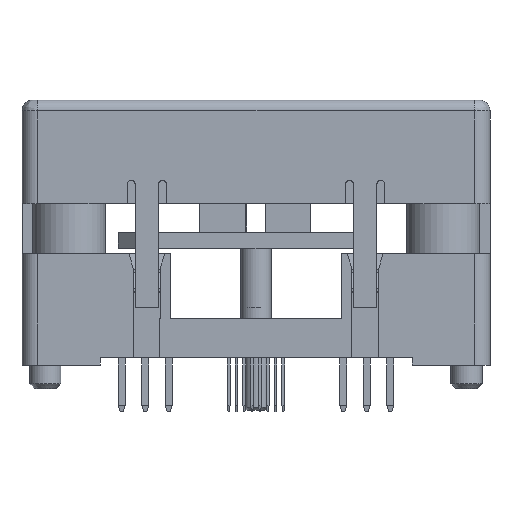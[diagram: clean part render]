
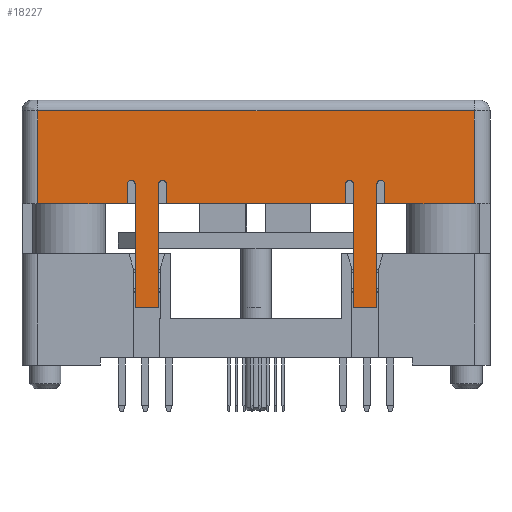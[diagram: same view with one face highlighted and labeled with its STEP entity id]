
A CAD part, front view. The second image highlights one B-rep face of the part: STEP entity #18227.
In plain terms, the highlighted planar face has unit normal (0, -1, 0).
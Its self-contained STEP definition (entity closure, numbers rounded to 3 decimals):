
#587=CIRCLE('',#19311,0.25);
#589=CIRCLE('',#19315,0.25);
#593=CIRCLE('',#19322,0.25);
#595=CIRCLE('',#19325,0.25);
#822=FACE_OUTER_BOUND('',#1876,.T.);
#1876=EDGE_LOOP('',(#12704,#12705,#12706,#12707,#12708,#12709,#12710,#12711,
#12712,#12713,#12714,#12715,#12716,#12717,#12718,#12719,#12720,#12721,#12722,
#12723));
#3290=LINE('',#26066,#5783);
#3291=LINE('',#26069,#5784);
#3293=LINE('',#26073,#5786);
#3298=LINE('',#26083,#5791);
#3300=LINE('',#26087,#5793);
#3302=LINE('',#26091,#5795);
#3329=LINE('',#26155,#5822);
#3335=LINE('',#26173,#5828);
#3339=LINE('',#26187,#5832);
#3343=LINE('',#26196,#5836);
#3355=LINE('',#26231,#5848);
#3356=LINE('',#26233,#5849);
#3357=LINE('',#26235,#5850);
#3358=LINE('',#26236,#5851);
#3359=LINE('',#26237,#5852);
#3360=LINE('',#26238,#5853);
#5783=VECTOR('',#20928,1.);
#5784=VECTOR('',#20931,1.);
#5786=VECTOR('',#20935,1.);
#5791=VECTOR('',#20942,1.);
#5793=VECTOR('',#20946,1.);
#5795=VECTOR('',#20950,1.);
#5822=VECTOR('',#21001,1.);
#5828=VECTOR('',#21017,1.);
#5832=VECTOR('',#21031,1.);
#5836=VECTOR('',#21037,1.);
#5848=VECTOR('',#21071,1.);
#5849=VECTOR('',#21072,1.);
#5850=VECTOR('',#21073,1.);
#5851=VECTOR('',#21074,1.);
#5852=VECTOR('',#21075,1.);
#5853=VECTOR('',#21076,1.);
#8235=VERTEX_POINT('',#26060);
#8237=VERTEX_POINT('',#26064);
#8238=VERTEX_POINT('',#26068);
#8239=VERTEX_POINT('',#26072);
#8242=VERTEX_POINT('',#26080);
#8243=VERTEX_POINT('',#26082);
#8244=VERTEX_POINT('',#26086);
#8245=VERTEX_POINT('',#26090);
#8269=VERTEX_POINT('',#26153);
#8270=VERTEX_POINT('',#26154);
#8276=VERTEX_POINT('',#26167);
#8277=VERTEX_POINT('',#26172);
#8281=VERTEX_POINT('',#26185);
#8282=VERTEX_POINT('',#26186);
#8285=VERTEX_POINT('',#26194);
#8286=VERTEX_POINT('',#26195);
#8297=VERTEX_POINT('',#26229);
#8298=VERTEX_POINT('',#26230);
#8299=VERTEX_POINT('',#26232);
#8300=VERTEX_POINT('',#26234);
#9954=EDGE_CURVE('',#8237,#8235,#3290,.T.);
#9955=EDGE_CURVE('',#8235,#8238,#3291,.T.);
#9957=EDGE_CURVE('',#8238,#8239,#3293,.T.);
#9962=EDGE_CURVE('',#8243,#8242,#3298,.T.);
#9964=EDGE_CURVE('',#8243,#8244,#3300,.T.);
#9966=EDGE_CURVE('',#8245,#8244,#3302,.T.);
#9995=EDGE_CURVE('',#8269,#8270,#3329,.T.);
#10002=EDGE_CURVE('',#8276,#8237,#587,.T.);
#10004=EDGE_CURVE('',#8277,#8276,#3335,.T.);
#10007=EDGE_CURVE('',#8239,#8269,#589,.T.);
#10011=EDGE_CURVE('',#8281,#8282,#3339,.T.);
#10015=EDGE_CURVE('',#8285,#8286,#3343,.T.);
#10021=EDGE_CURVE('',#8282,#8242,#593,.T.);
#10023=EDGE_CURVE('',#8245,#8285,#595,.T.);
#10033=EDGE_CURVE('',#8297,#8298,#3355,.T.);
#10034=EDGE_CURVE('',#8298,#8299,#3356,.T.);
#10035=EDGE_CURVE('',#8299,#8300,#3357,.T.);
#10036=EDGE_CURVE('',#8300,#8286,#3358,.T.);
#10037=EDGE_CURVE('',#8281,#8270,#3359,.T.);
#10038=EDGE_CURVE('',#8277,#8297,#3360,.T.);
#12704=ORIENTED_EDGE('',*,*,#10033,.T.);
#12705=ORIENTED_EDGE('',*,*,#10034,.T.);
#12706=ORIENTED_EDGE('',*,*,#10035,.T.);
#12707=ORIENTED_EDGE('',*,*,#10036,.T.);
#12708=ORIENTED_EDGE('',*,*,#10015,.F.);
#12709=ORIENTED_EDGE('',*,*,#10023,.F.);
#12710=ORIENTED_EDGE('',*,*,#9966,.T.);
#12711=ORIENTED_EDGE('',*,*,#9964,.F.);
#12712=ORIENTED_EDGE('',*,*,#9962,.T.);
#12713=ORIENTED_EDGE('',*,*,#10021,.F.);
#12714=ORIENTED_EDGE('',*,*,#10011,.F.);
#12715=ORIENTED_EDGE('',*,*,#10037,.T.);
#12716=ORIENTED_EDGE('',*,*,#9995,.F.);
#12717=ORIENTED_EDGE('',*,*,#10007,.F.);
#12718=ORIENTED_EDGE('',*,*,#9957,.F.);
#12719=ORIENTED_EDGE('',*,*,#9955,.F.);
#12720=ORIENTED_EDGE('',*,*,#9954,.F.);
#12721=ORIENTED_EDGE('',*,*,#10002,.F.);
#12722=ORIENTED_EDGE('',*,*,#10004,.F.);
#12723=ORIENTED_EDGE('',*,*,#10038,.T.);
#17274=PLANE('',#19330);
#18227=ADVANCED_FACE('',(#822),#17274,.F.);
#19311=AXIS2_PLACEMENT_3D('',#26169,#21011,#21012);
#19315=AXIS2_PLACEMENT_3D('',#26178,#21022,#21023);
#19322=AXIS2_PLACEMENT_3D('',#26207,#21046,#21047);
#19325=AXIS2_PLACEMENT_3D('',#26210,#21052,#21053);
#19330=AXIS2_PLACEMENT_3D('',#26228,#21069,#21070);
#20928=DIRECTION('',(0.,0.,-1.));
#20931=DIRECTION('',(-1.,0.,0.));
#20935=DIRECTION('',(0.,0.,1.));
#20942=DIRECTION('',(0.,0.,1.));
#20946=DIRECTION('',(-1.,0.,0.));
#20950=DIRECTION('',(0.,0.,-1.));
#21001=DIRECTION('',(0.,0.,-1.));
#21011=DIRECTION('center_axis',(0.,-1.,0.));
#21012=DIRECTION('ref_axis',(1.,0.,0.));
#21017=DIRECTION('',(0.,0.,1.));
#21022=DIRECTION('center_axis',(0.,-1.,0.));
#21023=DIRECTION('ref_axis',(-1.,0.,0.));
#21031=DIRECTION('',(0.,0.,1.));
#21037=DIRECTION('',(0.,0.,-1.));
#21046=DIRECTION('center_axis',(0.,-1.,0.));
#21047=DIRECTION('ref_axis',(1.,0.,0.));
#21052=DIRECTION('center_axis',(0.,-1.,0.));
#21053=DIRECTION('ref_axis',(-1.,0.,0.));
#21069=DIRECTION('center_axis',(0.,1.,0.));
#21070=DIRECTION('ref_axis',(-1.,0.,0.));
#21071=DIRECTION('',(0.,0.,1.));
#21072=DIRECTION('',(-1.,0.,0.));
#21073=DIRECTION('',(0.,0.,-1.));
#21074=DIRECTION('',(1.,0.,0.));
#21075=DIRECTION('',(1.,0.,0.));
#21076=DIRECTION('',(1.,0.,0.));
#26060=CARTESIAN_POINT('',(7.75,-15.,3.7));
#26064=CARTESIAN_POINT('',(7.75,-15.,11.6));
#26066=CARTESIAN_POINT('',(7.75,-15.,10.35));
#26068=CARTESIAN_POINT('',(6.25,-15.,3.7));
#26069=CARTESIAN_POINT('',(8.75,-15.,3.7));
#26072=CARTESIAN_POINT('',(6.25,-15.,11.6));
#26073=CARTESIAN_POINT('',(6.25,-15.,3.7));
#26080=CARTESIAN_POINT('',(-6.25,-15.,11.6));
#26082=CARTESIAN_POINT('',(-6.25,-15.,3.7));
#26083=CARTESIAN_POINT('',(-6.25,-15.,3.7));
#26086=CARTESIAN_POINT('',(-7.75,-15.,3.7));
#26087=CARTESIAN_POINT('',(-8.75,-15.,3.7));
#26090=CARTESIAN_POINT('',(-7.75,-15.,11.6));
#26091=CARTESIAN_POINT('',(-7.75,-15.,10.35));
#26153=CARTESIAN_POINT('',(5.75,-15.,11.6));
#26154=CARTESIAN_POINT('',(5.75,-15.,10.35));
#26155=CARTESIAN_POINT('',(5.75,-15.,10.35));
#26167=CARTESIAN_POINT('',(8.25,-15.,11.6));
#26169=CARTESIAN_POINT('Origin',(8.,-15.,11.6));
#26172=CARTESIAN_POINT('',(8.25,-15.,10.35));
#26173=CARTESIAN_POINT('',(8.25,-15.,10.35));
#26178=CARTESIAN_POINT('Origin',(6.,-15.,11.6));
#26185=CARTESIAN_POINT('',(-5.75,-15.,10.35));
#26186=CARTESIAN_POINT('',(-5.75,-15.,11.6));
#26187=CARTESIAN_POINT('',(-5.75,-15.,10.35));
#26194=CARTESIAN_POINT('',(-8.25,-15.,11.6));
#26195=CARTESIAN_POINT('',(-8.25,-15.,10.35));
#26196=CARTESIAN_POINT('',(-8.25,-15.,10.35));
#26207=CARTESIAN_POINT('Origin',(-6.,-15.,11.6));
#26210=CARTESIAN_POINT('Origin',(-8.,-15.,11.6));
#26228=CARTESIAN_POINT('Origin',(-15.,-15.,15.35));
#26229=CARTESIAN_POINT('',(14.,-15.,10.35));
#26230=CARTESIAN_POINT('',(14.,-15.,16.3));
#26231=CARTESIAN_POINT('',(14.,-15.,15.35));
#26232=CARTESIAN_POINT('',(-14.,-15.,16.3));
#26233=CARTESIAN_POINT('',(-14.,-15.,16.3));
#26234=CARTESIAN_POINT('',(-14.,-15.,10.35));
#26235=CARTESIAN_POINT('',(-14.,-15.,15.35));
#26236=CARTESIAN_POINT('',(-15.,-15.,10.35));
#26237=CARTESIAN_POINT('',(-15.,-15.,10.35));
#26238=CARTESIAN_POINT('',(-15.,-15.,10.35));
